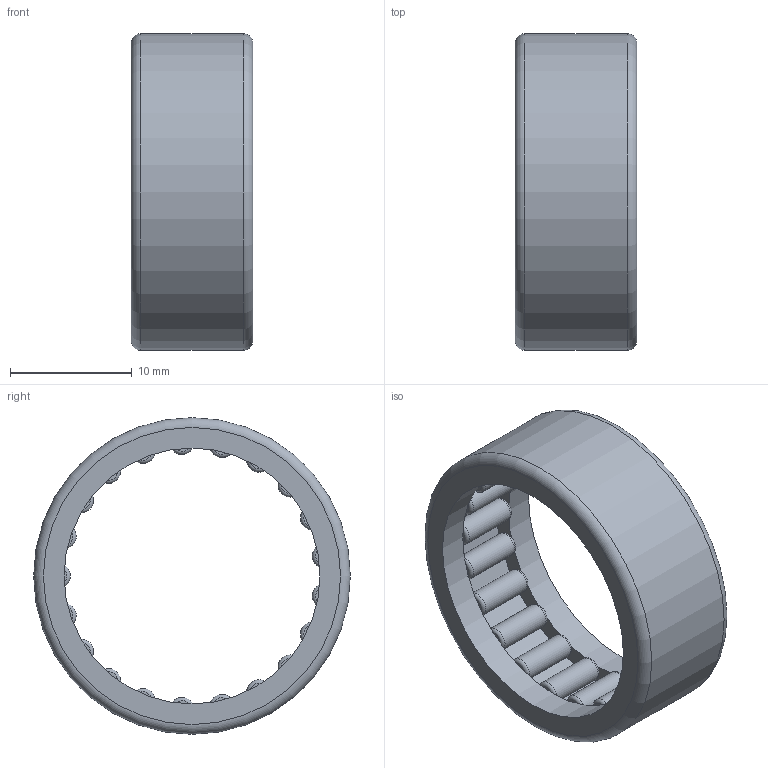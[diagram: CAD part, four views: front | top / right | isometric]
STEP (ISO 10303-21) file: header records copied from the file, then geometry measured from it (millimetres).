
FILE_DESCRIPTION( ( 'STEP AP203' ), ' ' );
FILE_NAME( 'HK 2010.stp', '2017-12-15T21:07:54', ( '' ), ( '' ), ' ', 'PARTsolutions', ' ' );
FILE_SCHEMA( ( 'CONFIG_CONTROL_DESIGN' ) );
Length unit declared in the file: millimetre
Products named in the file (4): HK 2010; _HK 2010_PART1; _HK 2010_PART2; _HK 2010_PART3
Assembly tree (43 placements, depth 2):
  HK 2010
    _HK 2010_PART1
    _HK 2010_PART2  x21
    _HK 2010_PART3  x21
Bounding box: 10 x 26 x 26 mm (x, y, z)
Volume: 1607.5 mm3; surface area: 2850.8 mm2
Topology: 22 solids, 22 shells, 115 faces, 163 edges, 115 vertices
Faces by surface type: plane 46, torus 44, cylinder 25
Full cylindrical faces by diameter (mm): 2 x21, 21 x2, 24 x1, 26 x1
Entity records: 759 total; most frequent: DIRECTION 146, CARTESIAN_POINT 88, AXIS2_PLACEMENT_3D 73, PRODUCT_DEFINITION_SHAPE 47, CONTEXT_DEPENDENT_SHAPE_REPRESENTATION 43, ITEM_DEFINED_TRANSFORMATION 43, NEXT_ASSEMBLY_USAGE_OCCURRENCE 43, EDGE_LOOP 28
